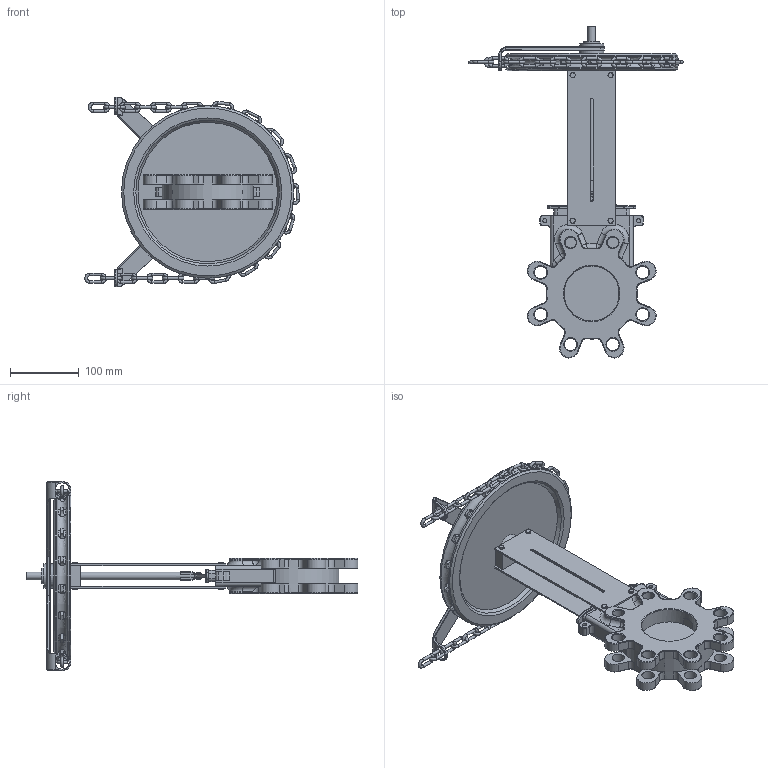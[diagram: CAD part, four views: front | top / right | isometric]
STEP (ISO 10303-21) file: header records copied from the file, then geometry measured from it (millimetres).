
FILE_DESCRIPTION(/* description */ (''),/* implementation_level */ '2;1');
FILE_NAME(/* name */ 'DN80_3D_STEP.stp',/* time_stamp */ '2024-12-01T01:30:27+03:00',/* author */ ('igorr'),/* organization */ (''),/* preprocessor_version */ 'ST-DEVELOPER v20',/* originating_system */ 'Autodesk Inventor 2025',/* authorisation */ '');
FILE_SCHEMA (('AUTOMOTIVE_DESIGN { 1 0 10303 214 3 1 1 }'));
Length unit declared in the file: millimetre
Products named in the file (4): Сборка; Деталь; Деталь2; AS 1110 - M4 x 8
Assembly tree (10 placements, depth 2):
  Сборка
    Деталь
    Деталь2
    AS 1110 - M4 x 8  x8
Bounding box: 311.19 x 481.44 x 274.97 mm (x, y, z)
Volume: 1718123.2 mm3; surface area: 426584.9 mm2
Topology: 25 solids, 25 shells, 1126 faces, 2952 edges, 1884 vertices
Faces by surface type: plane 404, cylinder 367, torus 214, cone 83, bspline 50, sphere 8
Full cylindrical faces by diameter (mm): 4 x60, 5 x14, 6 x2, 7 x8, 11 x2, 16 x4, 18 x13, 20 x2, 23 x1, 25 x2, 35 x2, 80 x2, 250 x2
Entity records: 36892 total; most frequent: CARTESIAN_POINT 11207, DIRECTION 5281, ORIENTED_EDGE 5190, EDGE_CURVE 2595, AXIS2_PLACEMENT_3D 2194, VERTEX_POINT 1674, CIRCLE 1225, EDGE_LOOP 1089
